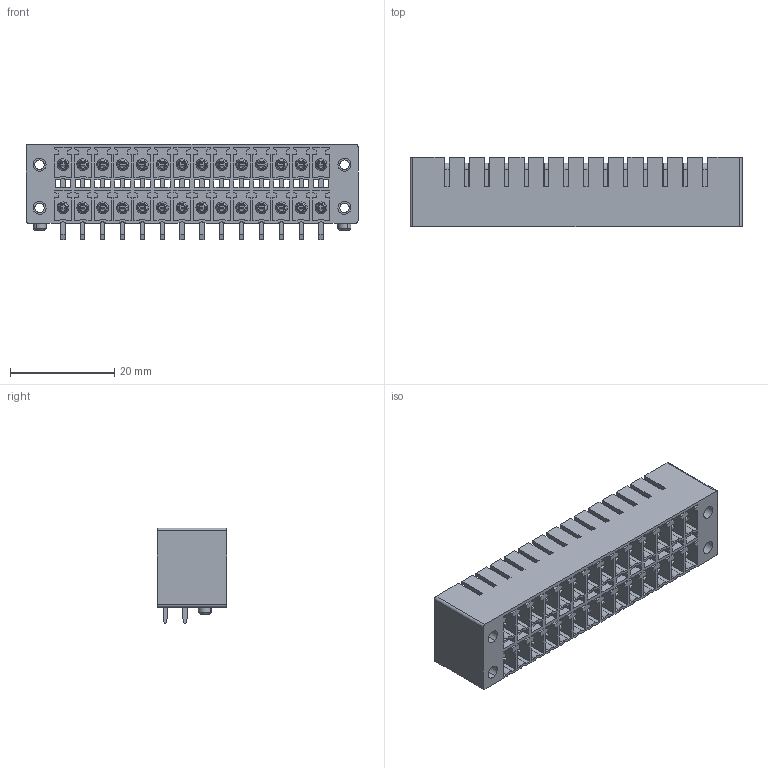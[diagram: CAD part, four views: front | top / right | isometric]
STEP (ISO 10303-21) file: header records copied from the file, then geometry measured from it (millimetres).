
FILE_DESCRIPTION(('CATIA V5 STEP Exchange','CAx-IF Rec.Pracs.--- Model Styling and Organization---1.2---2011-12-15'),'2;1');
FILE_NAME ('D1447492_0', '2018-10-05T04:17:30+00:00', ('none'), ('Weidmueller'), 'CATIA Version 5-6 Release 2014', 'CATIA V5 STEP AP214', 'none');
FILE_SCHEMA(('AUTOMOTIVE_DESIGN { 1 0 10303 214 1 1 1 1 }'));
Length unit declared in the file: millimetre
Products named in the file (1): 1039720000
Bounding box: 63.73 x 13.3 x 18.4 mm (x, y, z)
Volume: 5759.7 mm3; surface area: 13388.8 mm2
Topology: 31 solids, 31 shells, 1940 faces, 5402 edges, 3570 vertices
Faces by surface type: plane 1534, cylinder 234, torus 112, cone 60
Entity records: 54637 total; most frequent: ORIENTED_EDGE 10804, CARTESIAN_POINT 9861, DIRECTION 6688, EDGE_CURVE 5402, VECTOR 4594, LINE 4594, VERTEX_POINT 3570, EDGE_LOOP 2078
